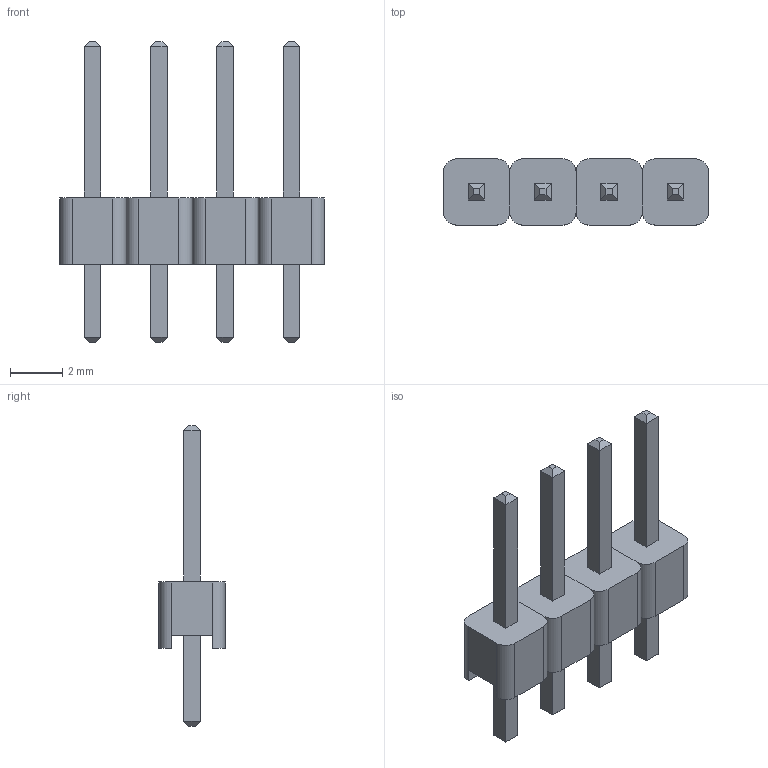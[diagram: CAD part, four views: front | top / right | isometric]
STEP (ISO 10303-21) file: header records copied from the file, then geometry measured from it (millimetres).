
FILE_DESCRIPTION(('FreeCAD Model'),'2;1');
FILE_NAME('Open CASCADE Shape Model','2022-03-28T08:07:38',( 'Engenharia Metaltex'),('Metaltex'), 'Open CASCADE STEP processor 7.5','FreeCAD','Unknown');
FILE_SCHEMA(('AUTOMOTIVE_DESIGN { 1 0 10303 214 1 1 1 1 }'));
Length unit declared in the file: millimetre
Products named in the file (13): Barra_de_pinos; 1; Pino; Base; 2; Pino001; Base001; 3; Pino002; Base002; 4; Pino003; Base003
Assembly tree (12 placements, depth 3):
  Barra_de_pinos
    1
      Pino
      Base
    2
      Pino001
      Base001
    3
      Pino002
      Base002
    4
      Pino003
      Base003
Bounding box: 10.16 x 2.54 x 11.54 mm (x, y, z)
Volume: 70.7 mm3; surface area: 284.6 mm2
Topology: 8 solids, 8 shells, 128 faces, 288 edges, 176 vertices
Faces by surface type: plane 112, cylinder 16
Entity records: 7563 total; most frequent: CARTESIAN_POINT 1277, DIRECTION 1162, LINE 800, VECTOR 800, ORIENTED_EDGE 576, PCURVE 576, DEFINITIONAL_REPRESENTATION 576, EDGE_CURVE 288
